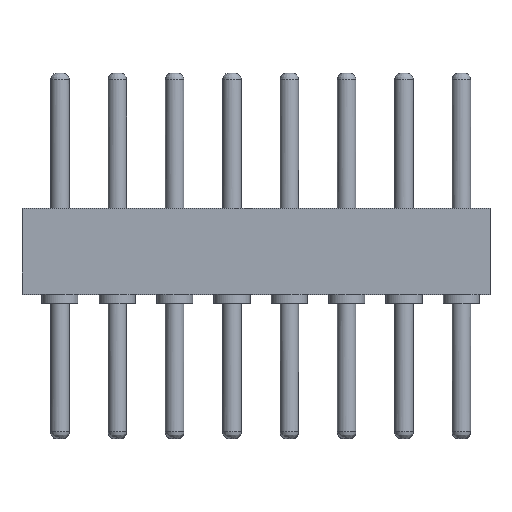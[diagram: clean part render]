
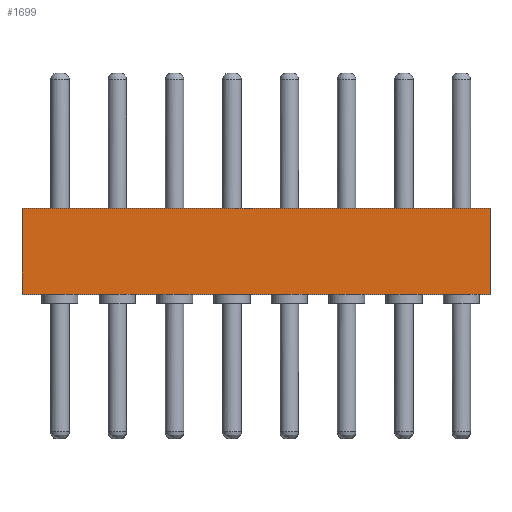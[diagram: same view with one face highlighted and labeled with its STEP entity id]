
A CAD part, top view. The second image highlights one B-rep face of the part: STEP entity #1699.
In plain terms, the highlighted planar face has unit normal (0, 0, 1).
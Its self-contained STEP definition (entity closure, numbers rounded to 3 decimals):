
#35=CARTESIAN_POINT('',(10.365,1.9,0.635));
#36=VERTEX_POINT('',#35);
#37=CARTESIAN_POINT('',(0.,1.9,0.635));
#38=VERTEX_POINT('',#37);
#39=CARTESIAN_POINT('',(10.365,1.9,0.635));
#40=CARTESIAN_POINT('',(8.292,1.9,0.635));
#41=CARTESIAN_POINT('',(6.219,1.9,0.635));
#42=CARTESIAN_POINT('',(4.146,1.9,0.635));
#43=CARTESIAN_POINT('',(2.073,1.9,0.635));
#44=CARTESIAN_POINT('',(0.,1.9,0.635));
#45=B_SPLINE_CURVE_WITH_KNOTS('',5,(#39,#40,#41,#42,#43,#44),.UNSPECIFIED.,.F.,.U.,(6,6),(15.445,25.81),.UNSPECIFIED.);
#46=EDGE_CURVE('',#36,#38,#45,.T.);
#1663=CARTESIAN_POINT('',(5.233,0.95,0.635));
#1664=DIRECTION('',(1.,0.,0.));
#1665=DIRECTION('',(0.,0.,1.));
#1666=AXIS2_PLACEMENT_3D('',#1663,#1665,#1664);
#1667=PLANE('',#1666);
#1668=CARTESIAN_POINT('',(0.,0.,0.635));
#1669=VERTEX_POINT('',#1668);
#1670=CARTESIAN_POINT('',(0.,1.9,0.635));
#1671=CARTESIAN_POINT('',(0.,1.52,0.635));
#1672=CARTESIAN_POINT('',(0.,1.14,0.635));
#1673=CARTESIAN_POINT('',(0.,0.76,0.635));
#1674=CARTESIAN_POINT('',(0.,0.38,0.635));
#1675=CARTESIAN_POINT('',(0.,0.,0.635));
#1676=B_SPLINE_CURVE_WITH_KNOTS('',5,(#1670,#1671,#1672,#1673,#1674,#1675),.UNSPECIFIED.,.F.,.U.,(6,6),(0.,1.9),.UNSPECIFIED.);
#1677=EDGE_CURVE('',#38,#1669,#1676,.T.);
#1678=ORIENTED_EDGE('',*,*,#1677,.T.);
#1679=CARTESIAN_POINT('',(10.365,0.,0.635));
#1680=VERTEX_POINT('',#1679);
#1681=CARTESIAN_POINT('',(10.365,0.,0.635));
#1682=CARTESIAN_POINT('',(8.292,0.,0.635));
#1683=CARTESIAN_POINT('',(6.219,0.,0.635));
#1684=CARTESIAN_POINT('',(4.146,0.,0.635));
#1685=CARTESIAN_POINT('',(2.073,0.,0.635));
#1686=CARTESIAN_POINT('',(0.,0.,0.635));
#1687=B_SPLINE_CURVE_WITH_KNOTS('',5,(#1681,#1682,#1683,#1684,#1685,#1686),.UNSPECIFIED.,.F.,.U.,(6,6),(15.445,25.81),.UNSPECIFIED.);
#1688=EDGE_CURVE('',#1680,#1669,#1687,.T.);
#1689=ORIENTED_EDGE('',*,*,#1688,.F.);
#1690=CARTESIAN_POINT('',(10.365,0.,0.635));
#1691=DIRECTION('',(0.,1.,0.));
#1692=VECTOR('',#1691,1.9);
#1693=LINE('',#1690,#1692);
#1694=EDGE_CURVE('',#1680,#36,#1693,.T.);
#1695=ORIENTED_EDGE('',*,*,#1694,.T.);
#1696=ORIENTED_EDGE('',*,*,#46,.T.);
#1697=EDGE_LOOP('',(#1678,#1689,#1695,#1696));
#1698=FACE_OUTER_BOUND('',#1697,.T.);
#1699=ADVANCED_FACE('',(#1698),#1667,.T.);
